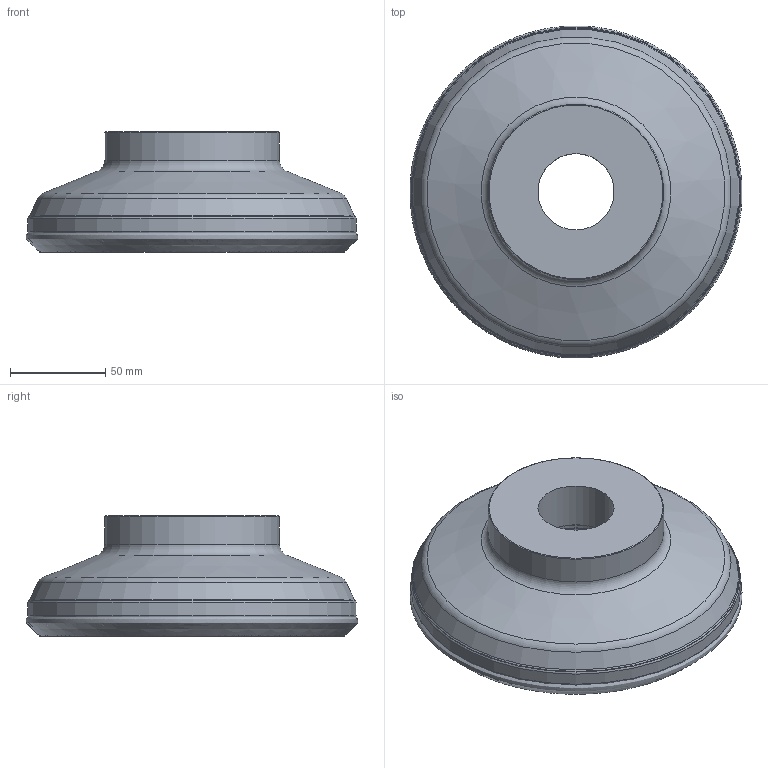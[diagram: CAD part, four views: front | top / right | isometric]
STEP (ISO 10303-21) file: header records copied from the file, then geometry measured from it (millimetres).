
FILE_DESCRIPTION(/* description */ (''),/* implementation_level */ '2;1');
FILE_NAME(/* name */ 'toolassembly_1.stp',/* time_stamp */ '2019-01-25T11:18:44+01:00',/* author */ (''),/* organization */ ('SMS'),/* preprocessor_version */ 'ST-DEVELOPER v15',/* originating_system */ 'SIEMENS PLM Software NX 8.5',/* authorisation */ '');
FILE_SCHEMA (('AUTOMOTIVE_DESIGN { 1 0 10303 214 3 1 1 1 }'));
Length unit declared in the file: millimetre
Products named in the file (4): ASSEMBLY_CONSTRUCTION; CUT_20190125111746; NOCUT_20190125111741; TOOLASSEMBLY_1
Assembly tree (3 placements, depth 2):
  TOOLASSEMBLY_1
    NOCUT_20190125111741
    CUT_20190125111746
    ASSEMBLY_CONSTRUCTION
Bounding box: 174.18 x 174.19 x 63.04 mm (x, y, z)
Volume: 678837.2 mm3; surface area: 98208.4 mm2
Topology: 2 solids, 2 shells, 40 faces, 82 edges, 71 vertices
Faces by surface type: torus 11, cone 11, cylinder 9, plane 8, bspline 1
Full cylindrical faces by diameter (mm): 14.5 x4, 40.012 x1, 40.3 x1, 88.5 x1, 92 x1, 172.926 x1
Entity records: 16142 total; most frequent: CARTESIAN_POINT 15122, DIRECTION 206, AXIS2_PLACEMENT_3D 103, EDGE_LOOP 78, ORIENTED_EDGE 78, FACE_BOUND 75, STYLED_ITEM 45, PRESENTATION_STYLE_ASSIGNMENT 45
